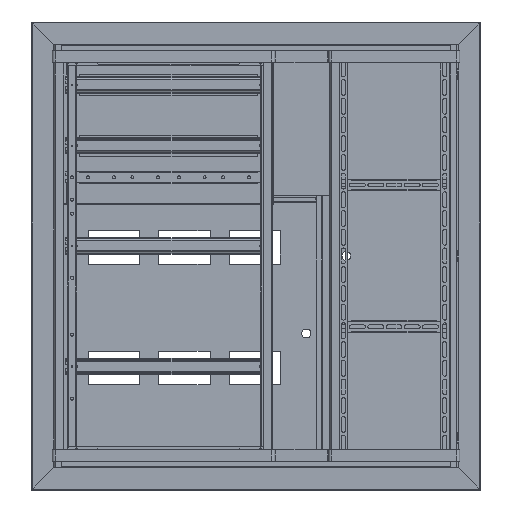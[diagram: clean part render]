
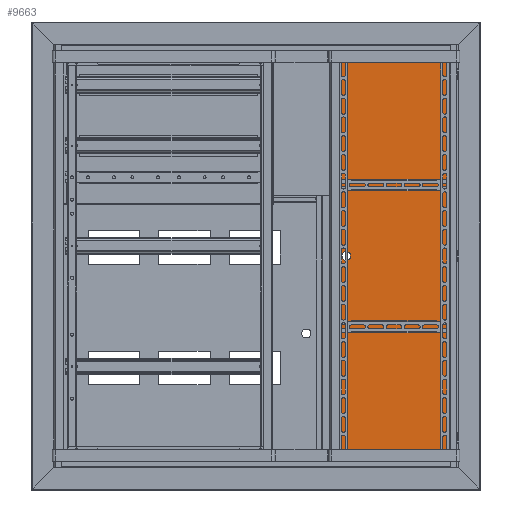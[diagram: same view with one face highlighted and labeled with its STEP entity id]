
A CAD part, top view. The second image highlights one B-rep face of the part: STEP entity #9663.
In plain terms, the highlighted planar face has unit normal (0, 0, 1).
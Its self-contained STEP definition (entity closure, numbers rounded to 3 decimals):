
#9663=ADVANCED_FACE('',(#20093,#20095),#20097,.T.);
#20093=FACE_BOUND('',#20094,.T.);
#20094=EDGE_LOOP('',(#27250,#27251,#27252,#27253));
#20095=FACE_BOUND('',#20096,.T.);
#20096=EDGE_LOOP('',(#27254,#27255,#27256,#27257));
#20097=PLANE('',#20098);
#20098=AXIS2_PLACEMENT_3D('',#20099,#20100,#20101);
#20099=CARTESIAN_POINT('',(0.,0.,0.));
#20100=DIRECTION('',(0.,0.,1.));
#20101=DIRECTION('',(1.,0.,0.));
#27250=ORIENTED_EDGE('',*,*,#30881,.F.);
#27251=ORIENTED_EDGE('',*,*,#30882,.F.);
#27252=ORIENTED_EDGE('',*,*,#30883,.F.);
#27253=ORIENTED_EDGE('',*,*,#30884,.F.);
#27254=ORIENTED_EDGE('',*,*,#30885,.F.);
#27255=ORIENTED_EDGE('',*,*,#30886,.F.);
#27256=ORIENTED_EDGE('',*,*,#30887,.F.);
#27257=ORIENTED_EDGE('',*,*,#30888,.F.);
#30881=EDGE_CURVE('',#34779,#34780,#34781,.T.);
#30882=EDGE_CURVE('',#34782,#34779,#34783,.T.);
#30883=EDGE_CURVE('',#34784,#34782,#34785,.T.);
#30884=EDGE_CURVE('',#34780,#34784,#34786,.T.);
#30885=EDGE_CURVE('',#34787,#34788,#34789,.T.);
#30886=EDGE_CURVE('',#34790,#34787,#34791,.T.);
#30887=EDGE_CURVE('',#34792,#34790,#34793,.T.);
#30888=EDGE_CURVE('',#34788,#34792,#34794,.T.);
#34779=VERTEX_POINT('',#44368);
#34780=VERTEX_POINT('',#44369);
#34781=LINE('',#44370,#44371);
#34782=VERTEX_POINT('',#44373);
#34783=LINE('',#44374,#44375);
#34784=VERTEX_POINT('',#44377);
#34785=LINE('',#44378,#44379);
#34786=LINE('',#44381,#44382);
#34787=VERTEX_POINT('',#44384);
#34788=VERTEX_POINT('',#44385);
#34789=CIRCLE('',#44386,9.75);
#34790=VERTEX_POINT('',#44390);
#34791=LINE('',#44391,#44392);
#34792=VERTEX_POINT('',#44394);
#34793=CIRCLE('',#44395,9.75);
#34794=LINE('',#44399,#44400);
#44368=CARTESIAN_POINT('',(130.5,445.5,0.));
#44369=CARTESIAN_POINT('',(130.5,-445.5,0.));
#44370=CARTESIAN_POINT('',(130.5,445.5,0.));
#44371=VECTOR('',#44372,1.);
#44372=DIRECTION('',(0.,-1.,0.));
#44373=CARTESIAN_POINT('',(-130.5,445.5,0.));
#44374=CARTESIAN_POINT('',(-130.5,445.5,0.));
#44375=VECTOR('',#44376,1.);
#44376=DIRECTION('',(1.,0.,0.));
#44377=CARTESIAN_POINT('',(-130.5,-445.5,0.));
#44378=CARTESIAN_POINT('',(-130.5,-445.5,0.));
#44379=VECTOR('',#44380,1.);
#44380=DIRECTION('',(0.,1.,0.));
#44381=CARTESIAN_POINT('',(130.5,-445.5,0.));
#44382=VECTOR('',#44383,1.);
#44383=DIRECTION('',(-1.,0.,0.));
#44384=CARTESIAN_POINT('',(94.,-4.776,0.));
#44385=CARTESIAN_POINT('',(111.,-4.776,0.));
#44386=AXIS2_PLACEMENT_3D('',#44387,#44388,#44389);
#44387=CARTESIAN_POINT('',(102.5,0.,0.));
#44388=DIRECTION('',(0.,0.,1.));
#44389=DIRECTION('',(-0.872,-0.49,0.));
#44390=CARTESIAN_POINT('',(94.,4.776,0.));
#44391=CARTESIAN_POINT('',(94.,4.776,0.));
#44392=VECTOR('',#44393,1.);
#44393=DIRECTION('',(0.,-1.,0.));
#44394=CARTESIAN_POINT('',(111.,4.776,0.));
#44395=AXIS2_PLACEMENT_3D('',#44396,#44397,#44398);
#44396=CARTESIAN_POINT('',(102.5,0.,0.));
#44397=DIRECTION('',(0.,0.,1.));
#44398=DIRECTION('',(0.872,0.49,0.));
#44399=CARTESIAN_POINT('',(111.,-4.776,0.));
#44400=VECTOR('',#44401,1.);
#44401=DIRECTION('',(0.,1.,0.));
